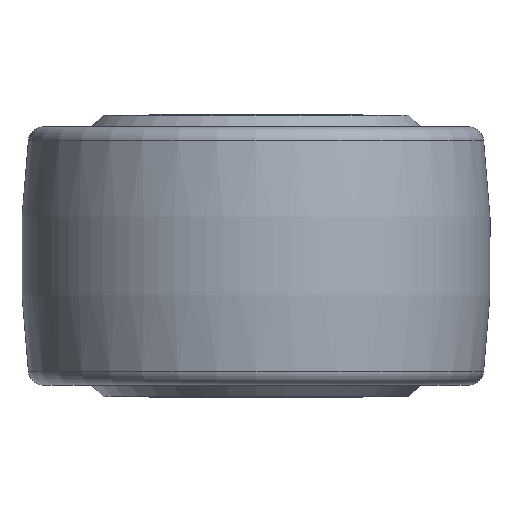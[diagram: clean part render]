
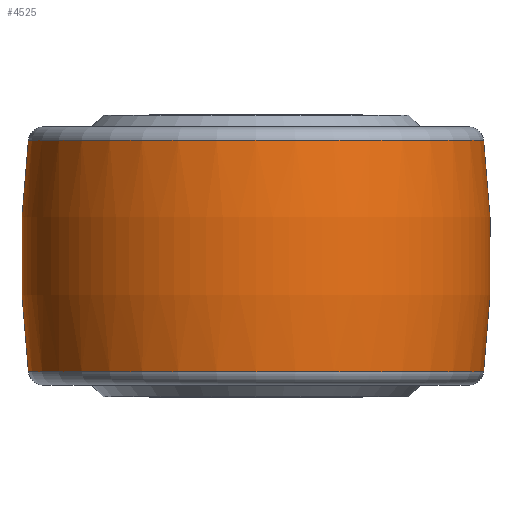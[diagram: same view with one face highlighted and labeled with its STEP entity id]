
A CAD part, front view. The second image highlights one B-rep face of the part: STEP entity #4525.
In plain terms, the highlighted toroidal (fillet/blend) face has major radius 150 mm and minor radius 200 mm.
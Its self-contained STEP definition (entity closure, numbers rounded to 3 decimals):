
#18 = ORIENTED_EDGE ( 'NONE', *, *, #794, .T. ) ;
#135 = CIRCLE ( 'NONE', #1847, 200. ) ;
#410 = EDGE_CURVE ( 'NONE', #725, #4841, #4435, .T. ) ;
#447 = DIRECTION ( 'NONE',  ( 0., -1., 0. ) ) ;
#725 = VERTEX_POINT ( 'NONE', #3309 ) ;
#728 = AXIS2_PLACEMENT_3D ( 'NONE', #2126, #4772, #2636 ) ;
#767 = DIRECTION ( 'NONE',  ( 0., 0., 1. ) ) ;
#794 = EDGE_CURVE ( 'NONE', #2852, #725, #1382, .T. ) ;
#837 = CARTESIAN_POINT ( 'NONE',  ( 0., 0., -24.651 ) ) ;
#851 = AXIS2_PLACEMENT_3D ( 'NONE', #837, #3562, #4869 ) ;
#915 = AXIS2_PLACEMENT_3D ( 'NONE', #4573, #5476, #2287 ) ;
#1382 = CIRCLE ( 'NONE', #728, 48.475 ) ;
#1420 = CARTESIAN_POINT ( 'NONE',  ( 48.475, 0., 24.651 ) ) ;
#1521 = ORIENTED_EDGE ( 'NONE', *, *, #3792, .F. ) ;
#1783 = FACE_OUTER_BOUND ( 'NONE', #2661, .T. ) ;
#1847 = AXIS2_PLACEMENT_3D ( 'NONE', #2991, #5272, #767 ) ;
#1944 = AXIS2_PLACEMENT_3D ( 'NONE', #4528, #447, #5876 ) ;
#2126 = CARTESIAN_POINT ( 'NONE',  ( 0., 0., 24.651 ) ) ;
#2287 = DIRECTION ( 'NONE',  ( 1., 0., 0. ) ) ;
#2361 = CIRCLE ( 'NONE', #851, 48.475 ) ;
#2509 = CARTESIAN_POINT ( 'NONE',  ( -48.475, 0., -24.651 ) ) ;
#2550 = CARTESIAN_POINT ( 'NONE',  ( 48.475, 0., -24.651 ) ) ;
#2636 = DIRECTION ( 'NONE',  ( 1., 0., 0. ) ) ;
#2661 = EDGE_LOOP ( 'NONE', ( #18, #4969, #4251, #1521 ) ) ;
#2719 = VERTEX_POINT ( 'NONE', #2550 ) ;
#2852 = VERTEX_POINT ( 'NONE', #1420 ) ;
#2991 = CARTESIAN_POINT ( 'NONE',  ( -150., 0., 0. ) ) ;
#3309 = CARTESIAN_POINT ( 'NONE',  ( -48.475, 0., 24.651 ) ) ;
#3537 = EDGE_CURVE ( 'NONE', #4841, #2719, #2361, .T. ) ;
#3562 = DIRECTION ( 'NONE',  ( 0., 0., 1. ) ) ;
#3792 = EDGE_CURVE ( 'NONE', #2852, #2719, #135, .T. ) ;
#3889 = TOROIDAL_SURFACE ( 'NONE', #915, -150., 200. ) ;
#4251 = ORIENTED_EDGE ( 'NONE', *, *, #3537, .T. ) ;
#4435 = CIRCLE ( 'NONE', #1944, 200. ) ;
#4525 = ADVANCED_FACE ( 'NONE', ( #1783 ), #3889, .T. ) ;
#4528 = CARTESIAN_POINT ( 'NONE',  ( 150., 0., 0. ) ) ;
#4573 = CARTESIAN_POINT ( 'NONE',  ( 0., 0., 0. ) ) ;
#4772 = DIRECTION ( 'NONE',  ( 0., 0., -1. ) ) ;
#4841 = VERTEX_POINT ( 'NONE', #2509 ) ;
#4869 = DIRECTION ( 'NONE',  ( -1., 0., 0. ) ) ;
#4969 = ORIENTED_EDGE ( 'NONE', *, *, #410, .T. ) ;
#5272 = DIRECTION ( 'NONE',  ( 0., 1., 0. ) ) ;
#5476 = DIRECTION ( 'NONE',  ( 0., 0., -1. ) ) ;
#5876 = DIRECTION ( 'NONE',  ( 1., 0., 0. ) ) ;
